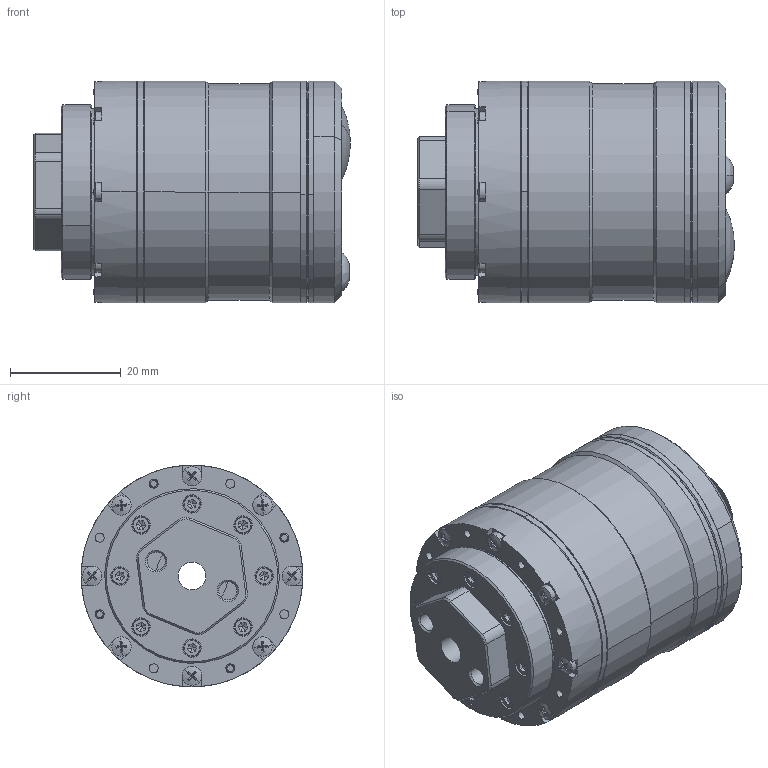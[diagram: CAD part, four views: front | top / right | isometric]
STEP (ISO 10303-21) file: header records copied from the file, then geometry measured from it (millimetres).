
FILE_DESCRIPTION (( 'STEP AP203' ), '1' );
FILE_NAME ('E20-H08-2B-100.STEP', '2022-11-30T03:28:53', ( 'lenovo' ), ( '' ), 'SwSTEP 2.0', 'SolidWorks 2016', '' );
FILE_SCHEMA (( 'CONFIG_CONTROL_DESIGN' ));
Length unit declared in the file: millimetre
Products named in the file (24): EL20QD_008; 32.0x1.5O型圈_預設; SHD-08-交叉轴承内圈; SHD-11-QDNE30_005; SHD-08-熬厒ん軞傖_蕼偞; SHD-08-蝠脫粣創黑芛; 护线圈; E20-H08_001; M1.6-蹟隊_蕼偞; FC-085-BB-YH; GB／T70．1-2000内六角圆柱头螺钉M1．6×8; B-2.0-幗紩_蕼偞; EL20綴裔郪璃; GB823-88十字槽小盘头螺钉M2×12; 2.0-幗紩_蕼偞; SHD-08-QDEL20; SHD-08-100; SHD-08蝠脫粣創_蕼偞; E20-H08-2B-100; E20-H08-2B_001; SHD-08-柔轮SLDPRT_預設; EL20QD_007; SHD-08-詩謫; SHD-08-交叉轴承外圈
Assembly tree (89 placements, depth 5):
  E20-H08-2B-100
    SHD-08-100
      SHD-08-熬厒ん軞傖_蕼偞
        SHD-08蝠脫粣創_蕼偞
          SHD-08-交叉轴承外圈
          SHD-08-交叉轴承内圈
          SHD-08-蝠脫粣創黑芛
          M1.6-蹟隊_蕼偞
          B-2.0-幗紩_蕼偞  x23
          2.0-幗紩_蕼偞  x23
        SHD-08-柔轮SLDPRT_預設
        SHD-08-詩謫
        M1.6-蹟隊_蕼偞  x8
        32.0x1.5O型圈_預設
      E20-H08_001
      GB／T70．1-2000内六角圆柱头螺钉M1．6×8  x8
      GB823-88十字槽小盘头螺钉M2×12  x8
    SHD-08-QDEL20
      E20-H08-2B_001
      EL20QD_007
      EL20綴裔郪璃
        EL20QD_008
        SHD-11-QDNE30_005
        护线圈
        FC-085-BB-YH
Bounding box: 57.15 x 40 x 40 mm (x, y, z)
Volume: 26324.2 mm3; surface area: 31167.3 mm2
Topology: 84 solids, 84 shells, 1713 faces, 3790 edges, 2272 vertices
Faces by surface type: plane 594, cylinder 567, torus 282, cone 250, sphere 16, bspline 4
Entity records: 27626 total; most frequent: DIRECTION 4498, CARTESIAN_POINT 4123, ORIENTED_EDGE 3668, AXIS2_PLACEMENT_3D 1855, EDGE_CURVE 1834, VERTEX_POINT 1164, CIRCLE 1004, EDGE_LOOP 970
